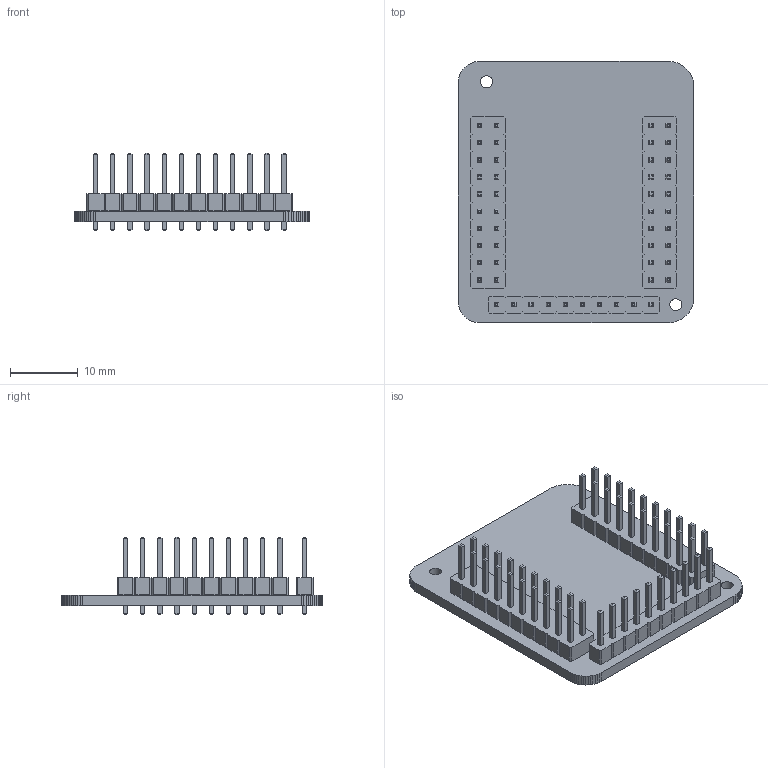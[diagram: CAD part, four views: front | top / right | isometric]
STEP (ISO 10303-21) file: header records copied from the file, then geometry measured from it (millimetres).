
FILE_DESCRIPTION(('KiCad electronic assembly'),'2;1');
FILE_NAME('memsbreakout_w50.step','2023-10-31T12:55:28',('Pcbnew'),( 'Kicad'),'Open CASCADE STEP processor 7.6','KiCad to STEP converter' ,'Unknown');
FILE_SCHEMA(('AUTOMOTIVE_DESIGN { 1 0 10303 214 1 1 1 1 }'));
Length unit declared in the file: millimetre
Products named in the file (6): memsbreakout_w50 1; PinHeader_2x10_P2.54mm_Vertical; SOLID; PinHeader_1x10_P2.54mm_Vertical; memsbreakout_w50 PCB
Assembly tree (6 placements, depth 3):
  memsbreakout_w50 1
    PinHeader_2x10_P2.54mm_Vertical  x2
      SOLID
    PinHeader_1x10_P2.54mm_Vertical
      SOLID
    memsbreakout_w50 PCB
Bounding box: 34.92 x 38.73 x 11.54 mm (x, y, z)
Volume: 3042.1 mm3; surface area: 5322.5 mm2
Topology: 4 solids, 4 shells, 1206 faces, 2894 edges, 1796 vertices
Faces by surface type: plane 1154, cylinder 52
Full cylindrical faces by diameter (mm): 1 x50, 1.778 x2
Entity records: 52363 total; most frequent: CARTESIAN_POINT 8329, DIRECTION 7302, LINE 5516, VECTOR 5516, ORIENTED_EDGE 3816, PCURVE 3816, DEFINITIONAL_REPRESENTATION 3816, EDGE_CURVE 1908
